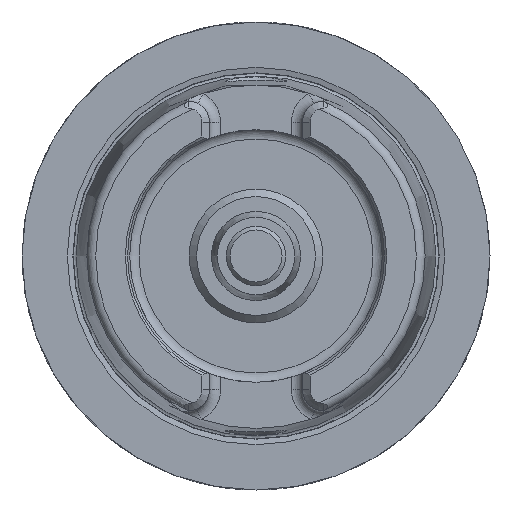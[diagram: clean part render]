
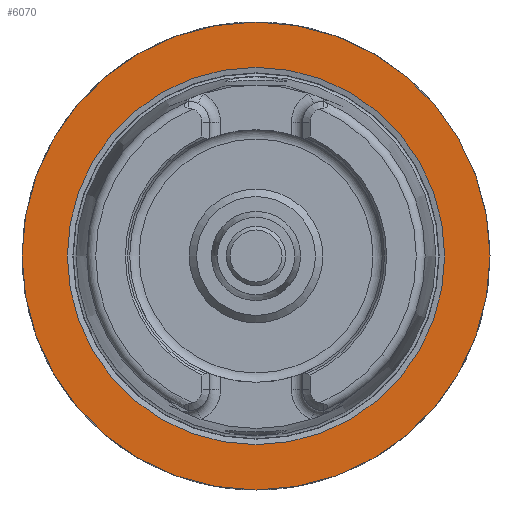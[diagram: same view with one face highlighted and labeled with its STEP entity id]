
A CAD part, left-side view. The second image highlights one B-rep face of the part: STEP entity #6070.
In plain terms, the highlighted planar face has unit normal (-1, 0, 0).
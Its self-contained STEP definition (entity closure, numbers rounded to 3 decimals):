
#5261=CARTESIAN_POINT('',(0.0,31.5,0.0));
#5262=VERTEX_POINT('',#5261);
#5263=CARTESIAN_POINT('',(0.0,0.0,0.0));
#5264=DIRECTION('',(1.0,0.0,0.0));
#5265=DIRECTION('',(0.0,1.0,0.0));
#5266=AXIS2_PLACEMENT_3D('',#5263,#5264,#5265);
#5267=CIRCLE('',#5266,31.5);
#5268=EDGE_CURVE('',#5262,#5262,#5267,.T.);
#6044=CARTESIAN_POINT('',(0.0,25.4,0.0));
#6045=VERTEX_POINT('',#6044);
#6046=CARTESIAN_POINT('',(0.0,0.0,0.0));
#6047=DIRECTION('',(1.0,0.0,0.0));
#6048=DIRECTION('',(0.0,1.0,0.0));
#6049=AXIS2_PLACEMENT_3D('',#6046,#6047,#6048);
#6050=CIRCLE('',#6049,25.4);
#6051=EDGE_CURVE('',#6045,#6045,#6050,.T.);
#6059=CARTESIAN_POINT('',(0.0,28.45,0.0));
#6060=DIRECTION('',(-1.0,0.0,0.0));
#6061=DIRECTION('',(0.0,0.0,1.0));
#6062=AXIS2_PLACEMENT_3D('',#6059,#6060,#6061);
#6063=PLANE('',#6062);
#6064=ORIENTED_EDGE('',*,*,#5268,.F.);
#6065=EDGE_LOOP('',(#6064));
#6066=FACE_OUTER_BOUND('',#6065,.T.);
#6067=ORIENTED_EDGE('',*,*,#6051,.T.);
#6068=EDGE_LOOP('',(#6067));
#6069=FACE_BOUND('',#6068,.T.);
#6070=ADVANCED_FACE('',(#6066,#6069),#6063,.T.);
